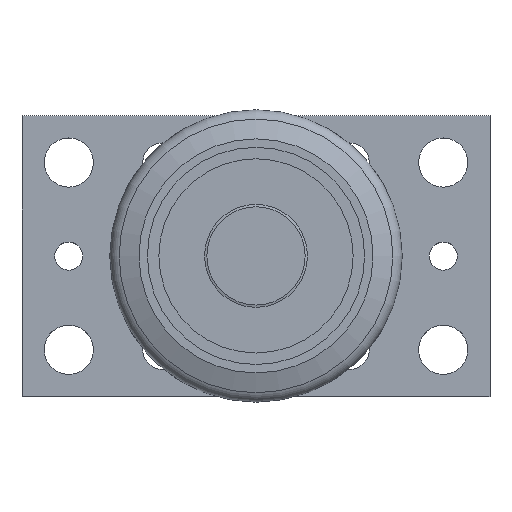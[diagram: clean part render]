
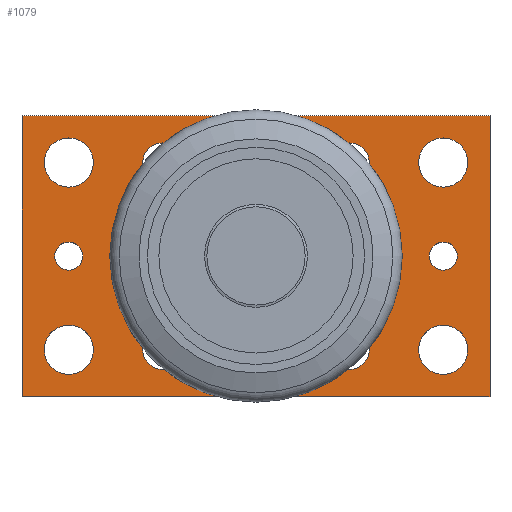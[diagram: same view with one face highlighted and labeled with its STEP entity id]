
A CAD part, top view. The second image highlights one B-rep face of the part: STEP entity #1079.
In plain terms, the highlighted planar face has unit normal (0, 0, 1).
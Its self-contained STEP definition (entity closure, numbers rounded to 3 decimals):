
#36=FACE_BOUND('',#238,.T.);
#37=FACE_BOUND('',#239,.T.);
#38=FACE_BOUND('',#240,.T.);
#39=FACE_BOUND('',#241,.T.);
#40=FACE_BOUND('',#242,.T.);
#41=FACE_BOUND('',#243,.T.);
#42=FACE_BOUND('',#244,.T.);
#43=FACE_BOUND('',#245,.T.);
#44=FACE_BOUND('',#246,.T.);
#45=FACE_BOUND('',#247,.T.);
#65=LINE('',#1791,#103);
#66=LINE('',#1793,#104);
#67=LINE('',#1795,#105);
#68=LINE('',#1796,#106);
#103=VECTOR('',#1430,10.);
#104=VECTOR('',#1431,10.);
#105=VECTOR('',#1432,10.);
#106=VECTOR('',#1433,10.);
#173=FACE_OUTER_BOUND('',#237,.T.);
#237=EDGE_LOOP('',(#753,#754,#755,#756));
#238=EDGE_LOOP('',(#757));
#239=EDGE_LOOP('',(#758));
#240=EDGE_LOOP('',(#759));
#241=EDGE_LOOP('',(#760));
#242=EDGE_LOOP('',(#761));
#243=EDGE_LOOP('',(#762));
#244=EDGE_LOOP('',(#763,#764));
#245=EDGE_LOOP('',(#765,#766));
#246=EDGE_LOOP('',(#767,#768));
#247=EDGE_LOOP('',(#769,#770));
#340=CIRCLE('',#1202,3.);
#341=CIRCLE('',#1203,3.);
#342=CIRCLE('',#1204,5.25);
#343=CIRCLE('',#1205,5.25);
#344=CIRCLE('',#1206,5.25);
#345=CIRCLE('',#1207,5.25);
#346=CIRCLE('',#1208,4.188);
#347=CIRCLE('',#1209,4.188);
#348=CIRCLE('',#1210,4.188);
#349=CIRCLE('',#1211,4.188);
#350=CIRCLE('',#1212,4.188);
#351=CIRCLE('',#1213,4.188);
#352=CIRCLE('',#1214,4.188);
#353=CIRCLE('',#1215,4.188);
#446=VERTEX_POINT('',#1789);
#447=VERTEX_POINT('',#1790);
#448=VERTEX_POINT('',#1792);
#449=VERTEX_POINT('',#1794);
#450=VERTEX_POINT('',#1797);
#451=VERTEX_POINT('',#1799);
#452=VERTEX_POINT('',#1801);
#453=VERTEX_POINT('',#1803);
#454=VERTEX_POINT('',#1805);
#455=VERTEX_POINT('',#1807);
#456=VERTEX_POINT('',#1809);
#457=VERTEX_POINT('',#1810);
#458=VERTEX_POINT('',#1813);
#459=VERTEX_POINT('',#1814);
#460=VERTEX_POINT('',#1817);
#461=VERTEX_POINT('',#1818);
#462=VERTEX_POINT('',#1821);
#463=VERTEX_POINT('',#1822);
#565=EDGE_CURVE('',#446,#447,#65,.T.);
#566=EDGE_CURVE('',#448,#446,#66,.T.);
#567=EDGE_CURVE('',#449,#448,#67,.T.);
#568=EDGE_CURVE('',#447,#449,#68,.T.);
#569=EDGE_CURVE('',#450,#450,#340,.T.);
#570=EDGE_CURVE('',#451,#451,#341,.T.);
#571=EDGE_CURVE('',#452,#452,#342,.T.);
#572=EDGE_CURVE('',#453,#453,#343,.T.);
#573=EDGE_CURVE('',#454,#454,#344,.T.);
#574=EDGE_CURVE('',#455,#455,#345,.T.);
#575=EDGE_CURVE('',#456,#457,#346,.T.);
#576=EDGE_CURVE('',#457,#456,#347,.T.);
#577=EDGE_CURVE('',#458,#459,#348,.T.);
#578=EDGE_CURVE('',#459,#458,#349,.T.);
#579=EDGE_CURVE('',#460,#461,#350,.T.);
#580=EDGE_CURVE('',#461,#460,#351,.T.);
#581=EDGE_CURVE('',#462,#463,#352,.T.);
#582=EDGE_CURVE('',#463,#462,#353,.T.);
#753=ORIENTED_EDGE('',*,*,#565,.F.);
#754=ORIENTED_EDGE('',*,*,#566,.F.);
#755=ORIENTED_EDGE('',*,*,#567,.F.);
#756=ORIENTED_EDGE('',*,*,#568,.F.);
#757=ORIENTED_EDGE('',*,*,#569,.T.);
#758=ORIENTED_EDGE('',*,*,#570,.T.);
#759=ORIENTED_EDGE('',*,*,#571,.T.);
#760=ORIENTED_EDGE('',*,*,#572,.T.);
#761=ORIENTED_EDGE('',*,*,#573,.T.);
#762=ORIENTED_EDGE('',*,*,#574,.T.);
#763=ORIENTED_EDGE('',*,*,#575,.T.);
#764=ORIENTED_EDGE('',*,*,#576,.T.);
#765=ORIENTED_EDGE('',*,*,#577,.T.);
#766=ORIENTED_EDGE('',*,*,#578,.T.);
#767=ORIENTED_EDGE('',*,*,#579,.T.);
#768=ORIENTED_EDGE('',*,*,#580,.T.);
#769=ORIENTED_EDGE('',*,*,#581,.T.);
#770=ORIENTED_EDGE('',*,*,#582,.T.);
#974=PLANE('',#1201);
#1079=ADVANCED_FACE('',(#173,#36,#37,#38,#39,#40,#41,#42,#43,#44,#45),#974,
 .T.);
#1201=AXIS2_PLACEMENT_3D('',#1788,#1428,#1429);
#1202=AXIS2_PLACEMENT_3D('',#1798,#1434,#1435);
#1203=AXIS2_PLACEMENT_3D('',#1800,#1436,#1437);
#1204=AXIS2_PLACEMENT_3D('',#1802,#1438,#1439);
#1205=AXIS2_PLACEMENT_3D('',#1804,#1440,#1441);
#1206=AXIS2_PLACEMENT_3D('',#1806,#1442,#1443);
#1207=AXIS2_PLACEMENT_3D('',#1808,#1444,#1445);
#1208=AXIS2_PLACEMENT_3D('',#1811,#1446,#1447);
#1209=AXIS2_PLACEMENT_3D('',#1812,#1448,#1449);
#1210=AXIS2_PLACEMENT_3D('',#1815,#1450,#1451);
#1211=AXIS2_PLACEMENT_3D('',#1816,#1452,#1453);
#1212=AXIS2_PLACEMENT_3D('',#1819,#1454,#1455);
#1213=AXIS2_PLACEMENT_3D('',#1820,#1456,#1457);
#1214=AXIS2_PLACEMENT_3D('',#1823,#1458,#1459);
#1215=AXIS2_PLACEMENT_3D('',#1824,#1460,#1461);
#1428=DIRECTION('center_axis',(0.,0.,1.));
#1429=DIRECTION('ref_axis',(1.,0.,0.));
#1430=DIRECTION('',(0.,1.,0.));
#1431=DIRECTION('',(-1.,0.,0.));
#1432=DIRECTION('',(0.,-1.,0.));
#1433=DIRECTION('',(1.,0.,0.));
#1434=DIRECTION('center_axis',(0.,0.,-1.));
#1435=DIRECTION('ref_axis',(-1.,0.,0.));
#1436=DIRECTION('center_axis',(0.,0.,-1.));
#1437=DIRECTION('ref_axis',(-1.,0.,0.));
#1438=DIRECTION('center_axis',(0.,0.,-1.));
#1439=DIRECTION('ref_axis',(-1.,0.,0.));
#1440=DIRECTION('center_axis',(0.,0.,-1.));
#1441=DIRECTION('ref_axis',(-1.,0.,0.));
#1442=DIRECTION('center_axis',(0.,0.,-1.));
#1443=DIRECTION('ref_axis',(-1.,0.,0.));
#1444=DIRECTION('center_axis',(0.,0.,-1.));
#1445=DIRECTION('ref_axis',(-1.,0.,0.));
#1446=DIRECTION('center_axis',(0.,0.,-1.));
#1447=DIRECTION('ref_axis',(1.,0.,0.));
#1448=DIRECTION('center_axis',(0.,0.,-1.));
#1449=DIRECTION('ref_axis',(1.,0.,0.));
#1450=DIRECTION('center_axis',(0.,0.,-1.));
#1451=DIRECTION('ref_axis',(1.,0.,0.));
#1452=DIRECTION('center_axis',(0.,0.,-1.));
#1453=DIRECTION('ref_axis',(1.,0.,0.));
#1454=DIRECTION('center_axis',(0.,0.,-1.));
#1455=DIRECTION('ref_axis',(1.,0.,0.));
#1456=DIRECTION('center_axis',(0.,0.,-1.));
#1457=DIRECTION('ref_axis',(1.,0.,0.));
#1458=DIRECTION('center_axis',(0.,0.,-1.));
#1459=DIRECTION('ref_axis',(1.,0.,0.));
#1460=DIRECTION('center_axis',(0.,0.,-1.));
#1461=DIRECTION('ref_axis',(1.,0.,0.));
#1788=CARTESIAN_POINT('Origin',(50.,30.,10.));
#1789=CARTESIAN_POINT('',(0.,0.,10.));
#1790=CARTESIAN_POINT('',(0.,60.,10.));
#1791=CARTESIAN_POINT('',(0.,60.,10.));
#1792=CARTESIAN_POINT('',(100.,0.,10.));
#1793=CARTESIAN_POINT('',(0.,0.,10.));
#1794=CARTESIAN_POINT('',(100.,60.,10.));
#1795=CARTESIAN_POINT('',(100.,0.,10.));
#1796=CARTESIAN_POINT('',(100.,60.,10.));
#1797=CARTESIAN_POINT('',(13.,30.,10.));
#1798=CARTESIAN_POINT('Origin',(10.,30.,10.));
#1799=CARTESIAN_POINT('',(93.,30.,10.));
#1800=CARTESIAN_POINT('Origin',(90.,30.,10.));
#1801=CARTESIAN_POINT('',(95.25,10.,10.));
#1802=CARTESIAN_POINT('Origin',(90.,10.,10.));
#1803=CARTESIAN_POINT('',(15.25,50.,10.));
#1804=CARTESIAN_POINT('Origin',(10.,50.,10.));
#1805=CARTESIAN_POINT('',(15.25,10.,10.));
#1806=CARTESIAN_POINT('Origin',(10.,10.,10.));
#1807=CARTESIAN_POINT('',(95.25,50.,10.));
#1808=CARTESIAN_POINT('Origin',(90.,50.,10.));
#1809=CARTESIAN_POINT('',(34.188,50.,10.));
#1810=CARTESIAN_POINT('',(25.812,50.,10.));
#1811=CARTESIAN_POINT('Origin',(30.,50.,10.));
#1812=CARTESIAN_POINT('Origin',(30.,50.,10.));
#1813=CARTESIAN_POINT('',(74.188,50.,10.));
#1814=CARTESIAN_POINT('',(65.812,50.,10.));
#1815=CARTESIAN_POINT('Origin',(70.,50.,10.));
#1816=CARTESIAN_POINT('Origin',(70.,50.,10.));
#1817=CARTESIAN_POINT('',(74.188,10.,10.));
#1818=CARTESIAN_POINT('',(65.812,10.,10.));
#1819=CARTESIAN_POINT('Origin',(70.,10.,10.));
#1820=CARTESIAN_POINT('Origin',(70.,10.,10.));
#1821=CARTESIAN_POINT('',(34.188,10.,10.));
#1822=CARTESIAN_POINT('',(25.812,10.,10.));
#1823=CARTESIAN_POINT('Origin',(30.,10.,10.));
#1824=CARTESIAN_POINT('Origin',(30.,10.,10.));
